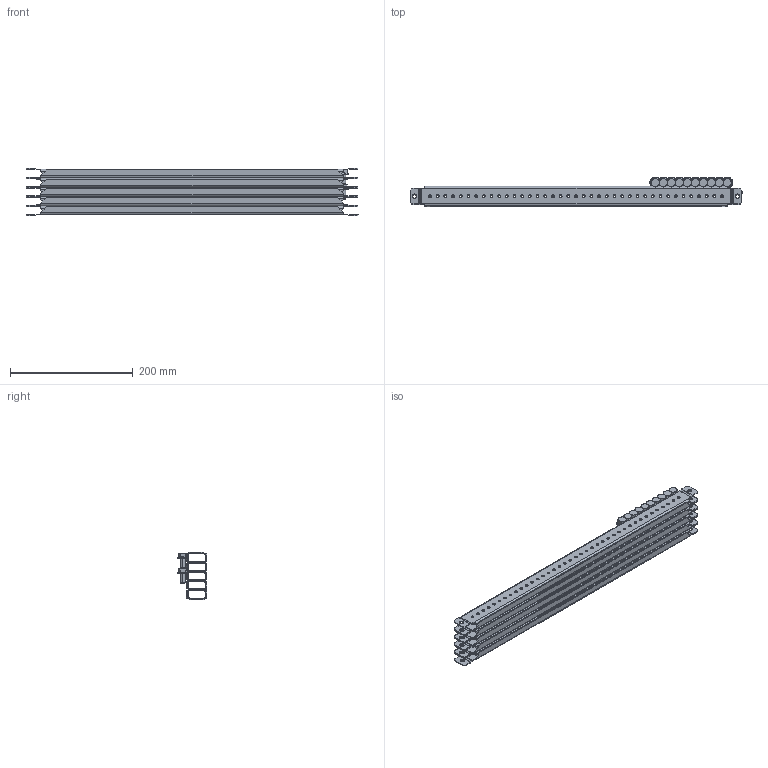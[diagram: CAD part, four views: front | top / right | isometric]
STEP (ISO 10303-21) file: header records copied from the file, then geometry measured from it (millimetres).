
FILE_DESCRIPTION (( 'STEP AP203' ), '1' );
FILE_NAME ('U0254500301 暑祜脲牝 疱尻 吞 LC2_RS52 00.60 (10) (000.801.082-02).STEP', '2022-04-18T07:05:53', ( '' ), ( '' ), 'SwSTEP 2.0', 'SolidWorks 2017', '' );
FILE_SCHEMA (( 'CONFIG_CONTROL_DESIGN' ));
Length unit declared in the file: millimetre
Products named in the file (3): 025-161 Ðåéêà ÍÌ_02 (00.60); hex flange bolt fine_din_DIN 6921 - M8x1 x 16 x 16-N; U0254500301 扻斀錼膷 謥樏 迒 LC2_RS52 00.60 (10欙) (000.801.082-02)
Assembly tree (30 placements, depth 2):
  U0254500301 扻斀錼膷 謥樏 迒 LC2_RS52 00.60 (10欙) (000.801.082-02)
    025-161 Ðåéêà ÍÌ_02 (00.60)  x10
    hex flange bolt fine_din_DIN 6921 - M8x1 x 16 x 16-N  x20
Bounding box: 540 x 48.19 x 77.2 mm (x, y, z)
Volume: 410169.6 mm3; surface area: 574010 mm2
Topology: 30 solids, 30 shells, 2060 faces, 5140 edges, 3160 vertices
Faces by surface type: cylinder 980, plane 720, cone 200, bspline 120, torus 40
Entity records: 6923 total; most frequent: CARTESIAN_POINT 1228, DIRECTION 1034, ORIENTED_EDGE 904, EDGE_CURVE 452, AXIS2_PLACEMENT_3D 410, VERTEX_POINT 280, EDGE_LOOP 260, LINE 214
